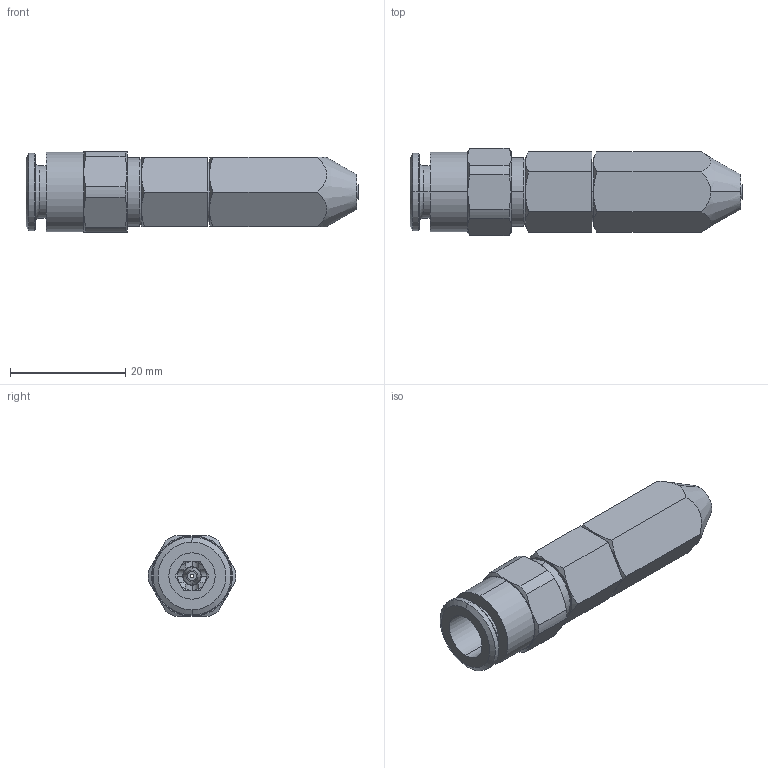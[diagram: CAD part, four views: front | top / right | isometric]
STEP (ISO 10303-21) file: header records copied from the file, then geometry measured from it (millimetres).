
FILE_DESCRIPTION (( 'STEP AP203' ), '1' );
FILE_NAME ('6101020.STEP', '2022-05-10T02:27:06', ( '' ), ( '' ), 'SwSTEP 2.0', 'SolidWorks 2016', '' );
FILE_SCHEMA (( 'CONFIG_CONTROL_DESIGN' ));
Length unit declared in the file: millimetre
Products named in the file (5): 6101021; 6512_8_1_8; 6101023; 6101020; 6101022
Assembly tree (4 placements, depth 2):
  6101020
    6101021
    6101022
    6101023
    6512_8_1_8
Bounding box: 57.5 x 15.19 x 14 mm (x, y, z)
Volume: 5210.8 mm3; surface area: 5623.8 mm2
Topology: 4 solids, 4 shells, 180 faces, 414 edges, 252 vertices
Faces by surface type: cylinder 62, cone 60, plane 52, torus 6
Entity records: 6113 total; most frequent: CARTESIAN_POINT 1541, DIRECTION 868, ORIENTED_EDGE 828, EDGE_CURVE 414, AXIS2_PLACEMENT_3D 359, VERTEX_POINT 252, EDGE_LOOP 206, ADVANCED_FACE 180
